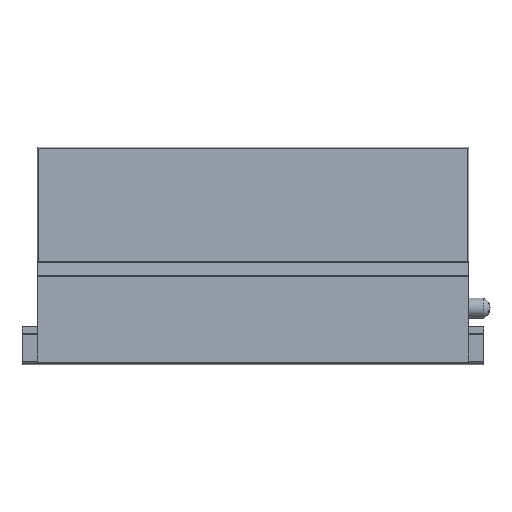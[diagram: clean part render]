
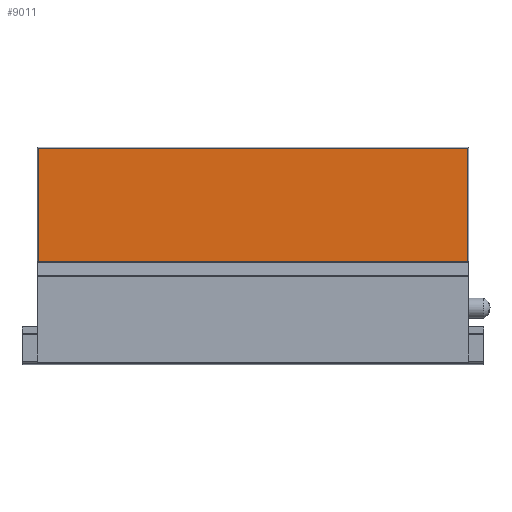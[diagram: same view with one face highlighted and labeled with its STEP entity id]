
A CAD part, left-side view. The second image highlights one B-rep face of the part: STEP entity #9011.
In plain terms, the highlighted planar face has unit normal (-1, 0, 0).
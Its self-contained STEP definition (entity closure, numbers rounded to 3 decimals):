
#1683=ORIENTED_EDGE('',*,*,#3873,.T.);
#1684=ORIENTED_EDGE('',*,*,#3874,.T.);
#1685=ORIENTED_EDGE('',*,*,#3875,.T.);
#1686=ORIENTED_EDGE('',*,*,#3876,.T.);
#3873=EDGE_CURVE('',#5049,#5050,#5943,.T.);
#3874=EDGE_CURVE('',#5050,#5051,#5944,.T.);
#3875=EDGE_CURVE('',#5051,#5052,#5945,.T.);
#3876=EDGE_CURVE('',#5052,#5049,#5946,.T.);
#5049=VERTEX_POINT('',#13421);
#5050=VERTEX_POINT('',#13422);
#5051=VERTEX_POINT('',#13424);
#5052=VERTEX_POINT('',#13426);
#5943=LINE('',#13420,#6813);
#5944=LINE('',#13423,#6814);
#5945=LINE('',#13425,#6815);
#5946=LINE('',#13427,#6816);
#6813=VECTOR('',#11266,1000.);
#6814=VECTOR('',#11267,1000.);
#6815=VECTOR('',#11268,1000.);
#6816=VECTOR('',#11269,1000.);
#7535=EDGE_LOOP('',(#1683,#1684,#1685,#1686));
#8091=FACE_BOUND('',#7535,.T.);
#8566=PLANE('',#9951);
#9011=ADVANCED_FACE('',(#8091),#8566,.F.);
#9951=AXIS2_PLACEMENT_3D('',#13419,#11264,#11265);
#11264=DIRECTION('',(1.,0.,0.));
#11265=DIRECTION('',(0.,0.,-1.));
#11266=DIRECTION('',(0.,-1.,0.));
#11267=DIRECTION('',(0.,0.,1.));
#11268=DIRECTION('',(0.,1.,0.));
#11269=DIRECTION('',(0.,0.,-1.));
#13419=CARTESIAN_POINT('',(0.,-50.,200.));
#13420=CARTESIAN_POINT('',(0.,-50.,0.5));
#13421=CARTESIAN_POINT('',(0.,49.5,0.5));
#13422=CARTESIAN_POINT('',(0.,-17.5,0.5));
#13423=CARTESIAN_POINT('',(0.,-17.5,200.));
#13424=CARTESIAN_POINT('',(0.,-17.5,199.5));
#13425=CARTESIAN_POINT('',(0.,-50.,199.5));
#13426=CARTESIAN_POINT('',(0.,49.5,199.5));
#13427=CARTESIAN_POINT('',(0.,49.5,200.));
